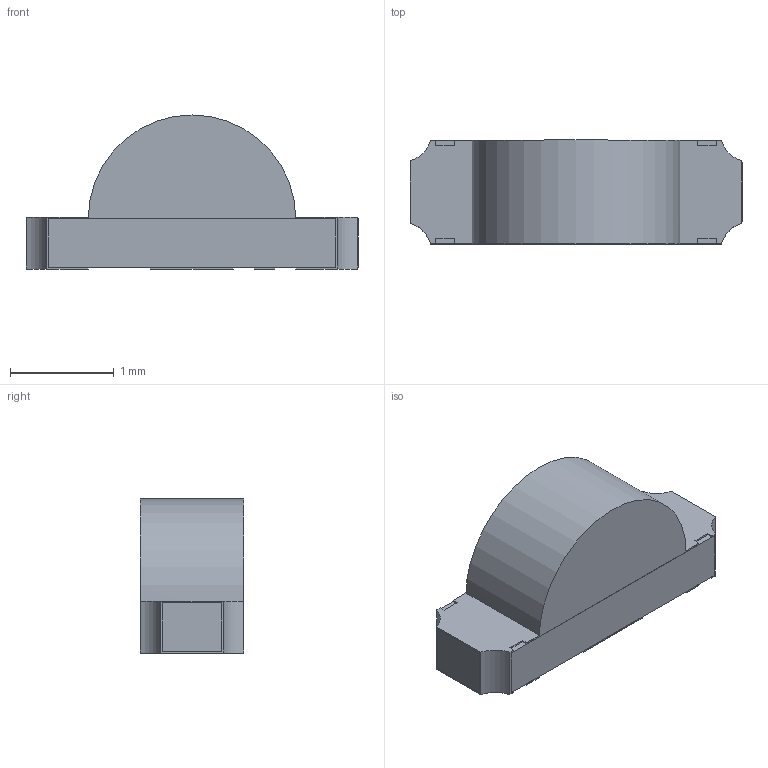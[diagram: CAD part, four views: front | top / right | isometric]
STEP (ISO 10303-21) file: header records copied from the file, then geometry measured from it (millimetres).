
FILE_DESCRIPTION(/* description */ ('Unknown'),/* implementation_level */ '2;1');
FILE_NAME(/* name */ 'WL-SMSW_1204_round',/* time_stamp */ '2016-02-17T13:50:18+01:00',/* author */ ('Unknown'),/* organization */ ('Unknown'),/* preprocessor_version */ 'ST-DEVELOPER v16',/* originating_system */ 'DEX',/* authorisation */ $);
FILE_SCHEMA (('AUTOMOTIVE_DESIGN {1 0 10303 214 3 1 1}'));
Length unit declared in the file: millimetre
Products named in the file (4): WL-SMSW_124_round; glass housing; PCB; contact-pins
Assembly tree (3 placements, depth 2):
  WL-SMSW_124_round
    glass housing
    PCB
    contact-pins
Bounding box: 3.2 x 1 x 1.49 mm (x, y, z)
Volume: 3.1 mm3; surface area: 26.7 mm2
Topology: 6 solids, 6 shells, 118 faces, 318 edges, 212 vertices
Faces by surface type: plane 103, cylinder 15
Entity records: 4057 total; most frequent: CARTESIAN_POINT 652, ORIENTED_EDGE 636, DIRECTION 596, EDGE_CURVE 318, LINE 284, VECTOR 284, VERTEX_POINT 212, AXIS2_PLACEMENT_3D 156
